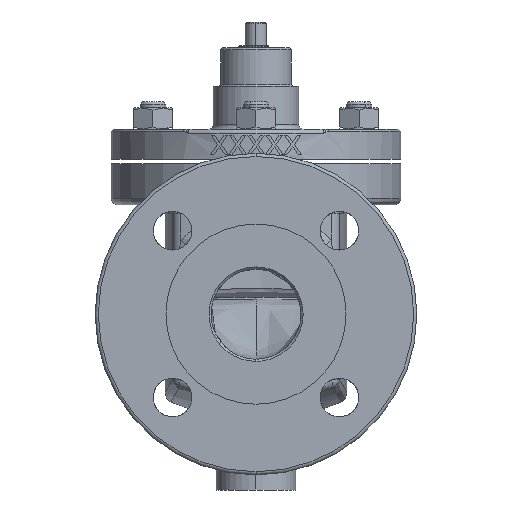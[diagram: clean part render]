
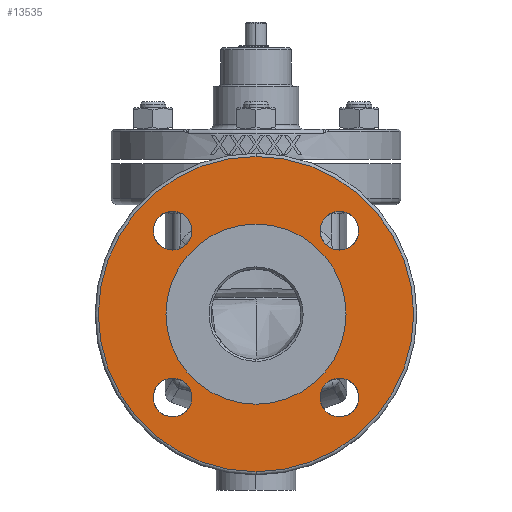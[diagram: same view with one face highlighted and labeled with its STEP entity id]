
A CAD part, left-side view. The second image highlights one B-rep face of the part: STEP entity #13535.
In plain terms, the highlighted planar face has unit normal (-1, 0, 0).
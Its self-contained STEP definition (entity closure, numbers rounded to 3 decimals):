
#128 = ORIENTED_EDGE ( 'NONE', *, *, #17864, .F. ) ;
#337 = CARTESIAN_POINT ( 'NONE',  ( -97., 38.891, -38.891 ) ) ;
#529 = CARTESIAN_POINT ( 'NONE',  ( -97., -38.891, 38.891 ) ) ;
#1479 = DIRECTION ( 'NONE',  ( 0., 0., -1. ) ) ;
#2046 = CIRCLE ( 'NONE', #2360, 9. ) ;
#2304 = AXIS2_PLACEMENT_3D ( 'NONE', #25023, #7026, #28043 ) ;
#2360 = AXIS2_PLACEMENT_3D ( 'NONE', #529, #21541, #3521 ) ;
#2385 = CARTESIAN_POINT ( 'NONE',  ( -97., 38.891, 47.891 ) ) ;
#2558 = VERTEX_POINT ( 'NONE', #30394 ) ;
#2581 = EDGE_LOOP ( 'NONE', ( #33686, #36392 ) ) ;
#2654 = AXIS2_PLACEMENT_3D ( 'NONE', #26288, #8305, #29284 ) ;
#2976 = EDGE_CURVE ( 'NONE', #14250, #32802, #26127, .T. ) ;
#3105 = EDGE_LOOP ( 'NONE', ( #30212, #28734 ) ) ;
#3308 = DIRECTION ( 'NONE',  ( 0., 0., 1. ) ) ;
#3521 = DIRECTION ( 'NONE',  ( 0., 0., -1. ) ) ;
#3742 = CARTESIAN_POINT ( 'NONE',  ( -97., -38.891, -29.891 ) ) ;
#4065 = CARTESIAN_POINT ( 'NONE',  ( -97., 0., 0. ) ) ;
#4187 = AXIS2_PLACEMENT_3D ( 'NONE', #8532, #29528, #11565 ) ;
#4482 = ORIENTED_EDGE ( 'NONE', *, *, #16475, .T. ) ;
#4533 = CARTESIAN_POINT ( 'NONE',  ( -97., 38.891, -29.891 ) ) ;
#4975 = VERTEX_POINT ( 'NONE', #12233 ) ;
#5726 = CARTESIAN_POINT ( 'NONE',  ( -97., 38.891, -47.891 ) ) ;
#6067 = DIRECTION ( 'NONE',  ( -1., 0., 0. ) ) ;
#6125 = CARTESIAN_POINT ( 'NONE',  ( -97., 0., 42. ) ) ;
#6840 = CARTESIAN_POINT ( 'NONE',  ( -97., -38.891, 29.891 ) ) ;
#7026 = DIRECTION ( 'NONE',  ( 1., 0., 0. ) ) ;
#7059 = DIRECTION ( 'NONE',  ( 0., 0., -1. ) ) ;
#7097 = CARTESIAN_POINT ( 'NONE',  ( -97., -38.891, -47.891 ) ) ;
#7142 = CIRCLE ( 'NONE', #9403, 73.5 ) ;
#7157 = CARTESIAN_POINT ( 'NONE',  ( -97., 38.891, 38.891 ) ) ;
#7215 = ORIENTED_EDGE ( 'NONE', *, *, #2976, .F. ) ;
#7237 = FACE_BOUND ( 'NONE', #22358, .T. ) ;
#7247 = EDGE_LOOP ( 'NONE', ( #14384, #4482 ) ) ;
#7278 = ORIENTED_EDGE ( 'NONE', *, *, #14094, .F. ) ;
#7796 = AXIS2_PLACEMENT_3D ( 'NONE', #34545, #16576, #37572 ) ;
#8209 = FACE_BOUND ( 'NONE', #18432, .T. ) ;
#8305 = DIRECTION ( 'NONE',  ( -1., 0., 0. ) ) ;
#8511 = CARTESIAN_POINT ( 'NONE',  ( -97., -38.891, -38.891 ) ) ;
#8532 = CARTESIAN_POINT ( 'NONE',  ( -97., 0., 0. ) ) ;
#8605 = CIRCLE ( 'NONE', #31722, 9. ) ;
#9403 = AXIS2_PLACEMENT_3D ( 'NONE', #29441, #11468, #32462 ) ;
#10213 = VERTEX_POINT ( 'NONE', #7097 ) ;
#10642 = CARTESIAN_POINT ( 'NONE',  ( -97., 0., 73.5 ) ) ;
#11468 = DIRECTION ( 'NONE',  ( -1., 0., 0. ) ) ;
#11543 = DIRECTION ( 'NONE',  ( 0., 1., 0. ) ) ;
#11565 = DIRECTION ( 'NONE',  ( 0., 0., -1. ) ) ;
#11734 = AXIS2_PLACEMENT_3D ( 'NONE', #337, #21327, #3308 ) ;
#11866 = VERTEX_POINT ( 'NONE', #5726 ) ;
#12233 = CARTESIAN_POINT ( 'NONE',  ( -97., 0., -73.5 ) ) ;
#13373 = ORIENTED_EDGE ( 'NONE', *, *, #26118, .F. ) ;
#13535 = ADVANCED_FACE ( 'NONE', ( #38267, #31182, #8209, #7237, #30245, #22313 ), #27921, .F. ) ;
#13606 = CIRCLE ( 'NONE', #11734, 9. ) ;
#14094 = EDGE_CURVE ( 'NONE', #32802, #14250, #8605, .T. ) ;
#14250 = VERTEX_POINT ( 'NONE', #2385 ) ;
#14384 = ORIENTED_EDGE ( 'NONE', *, *, #26549, .T. ) ;
#14676 = EDGE_CURVE ( 'NONE', #34033, #10213, #15103, .T. ) ;
#15103 = CIRCLE ( 'NONE', #23500, 9. ) ;
#15361 = EDGE_CURVE ( 'NONE', #17021, #17676, #2046, .T. ) ;
#15745 = CARTESIAN_POINT ( 'NONE',  ( -97., 38.891, 29.891 ) ) ;
#15980 = CIRCLE ( 'NONE', #31871, 9. ) ;
#16067 = VERTEX_POINT ( 'NONE', #6125 ) ;
#16438 = CARTESIAN_POINT ( 'NONE',  ( -97., 38.891, 38.891 ) ) ;
#16475 = EDGE_CURVE ( 'NONE', #20934, #4975, #7142, .T. ) ;
#16576 = DIRECTION ( 'NONE',  ( -1., 0., 0. ) ) ;
#17021 = VERTEX_POINT ( 'NONE', #33647 ) ;
#17436 = DIRECTION ( 'NONE',  ( -1., 0., 0. ) ) ;
#17676 = VERTEX_POINT ( 'NONE', #6840 ) ;
#17843 = AXIS2_PLACEMENT_3D ( 'NONE', #7157, #17436, #38336 ) ;
#17864 = EDGE_CURVE ( 'NONE', #11866, #38693, #13606, .T. ) ;
#18269 = EDGE_CURVE ( 'NONE', #16067, #2558, #22525, .T. ) ;
#18432 = EDGE_LOOP ( 'NONE', ( #24674, #35933 ) ) ;
#19135 = EDGE_CURVE ( 'NONE', #2558, #16067, #24292, .T. ) ;
#19466 = DIRECTION ( 'NONE',  ( 1., 0., 0. ) ) ;
#19472 = DIRECTION ( 'NONE',  ( 0., -1., 0. ) ) ;
#19979 = EDGE_LOOP ( 'NONE', ( #13373, #128 ) ) ;
#20934 = VERTEX_POINT ( 'NONE', #10642 ) ;
#21327 = DIRECTION ( 'NONE',  ( -1., 0., 0. ) ) ;
#21541 = DIRECTION ( 'NONE',  ( -1., 0., 0. ) ) ;
#22050 = AXIS2_PLACEMENT_3D ( 'NONE', #4065, #25066, #7059 ) ;
#22313 = FACE_BOUND ( 'NONE', #2581, .T. ) ;
#22358 = EDGE_LOOP ( 'NONE', ( #7215, #7278 ) ) ;
#22525 = CIRCLE ( 'NONE', #4187, 42. ) ;
#23500 = AXIS2_PLACEMENT_3D ( 'NONE', #8511, #29508, #11543 ) ;
#24076 = CARTESIAN_POINT ( 'NONE',  ( -97., -38.891, 38.891 ) ) ;
#24292 = CIRCLE ( 'NONE', #35982, 42. ) ;
#24674 = ORIENTED_EDGE ( 'NONE', *, *, #15361, .F. ) ;
#25023 = CARTESIAN_POINT ( 'NONE',  ( -97., 0., 75. ) ) ;
#25066 = DIRECTION ( 'NONE',  ( -1., 0., 0. ) ) ;
#25606 = EDGE_CURVE ( 'NONE', #17676, #17021, #15980, .T. ) ;
#26076 = CIRCLE ( 'NONE', #7796, 9. ) ;
#26118 = EDGE_CURVE ( 'NONE', #38693, #11866, #27318, .T. ) ;
#26127 = CIRCLE ( 'NONE', #17843, 9. ) ;
#26288 = CARTESIAN_POINT ( 'NONE',  ( -97., 38.891, -38.891 ) ) ;
#26549 = EDGE_CURVE ( 'NONE', #4975, #20934, #36198, .T. ) ;
#27077 = DIRECTION ( 'NONE',  ( 0., 0., -1. ) ) ;
#27318 = CIRCLE ( 'NONE', #2654, 9. ) ;
#27921 = PLANE ( 'NONE',  #2304 ) ;
#28043 = DIRECTION ( 'NONE',  ( 0., 0., -1. ) ) ;
#28734 = ORIENTED_EDGE ( 'NONE', *, *, #38696, .F. ) ;
#29284 = DIRECTION ( 'NONE',  ( 0., 0., 1. ) ) ;
#29441 = CARTESIAN_POINT ( 'NONE',  ( -97., 0., 0. ) ) ;
#29508 = DIRECTION ( 'NONE',  ( -1., 0., 0. ) ) ;
#29528 = DIRECTION ( 'NONE',  ( 1., 0., 0. ) ) ;
#30212 = ORIENTED_EDGE ( 'NONE', *, *, #14676, .F. ) ;
#30245 = FACE_BOUND ( 'NONE', #19979, .T. ) ;
#30394 = CARTESIAN_POINT ( 'NONE',  ( -97., 0., -42. ) ) ;
#31182 = FACE_BOUND ( 'NONE', #3105, .T. ) ;
#31722 = AXIS2_PLACEMENT_3D ( 'NONE', #16438, #37438, #19472 ) ;
#31871 = AXIS2_PLACEMENT_3D ( 'NONE', #24076, #6067, #27077 ) ;
#32462 = DIRECTION ( 'NONE',  ( 0., 0., -1. ) ) ;
#32802 = VERTEX_POINT ( 'NONE', #15745 ) ;
#33647 = CARTESIAN_POINT ( 'NONE',  ( -97., -38.891, 47.891 ) ) ;
#33686 = ORIENTED_EDGE ( 'NONE', *, *, #19135, .T. ) ;
#34033 = VERTEX_POINT ( 'NONE', #3742 ) ;
#34545 = CARTESIAN_POINT ( 'NONE',  ( -97., -38.891, -38.891 ) ) ;
#35933 = ORIENTED_EDGE ( 'NONE', *, *, #25606, .F. ) ;
#35982 = AXIS2_PLACEMENT_3D ( 'NONE', #37433, #19466, #1479 ) ;
#36198 = CIRCLE ( 'NONE', #22050, 73.5 ) ;
#36392 = ORIENTED_EDGE ( 'NONE', *, *, #18269, .T. ) ;
#37433 = CARTESIAN_POINT ( 'NONE',  ( -97., 0., 0. ) ) ;
#37438 = DIRECTION ( 'NONE',  ( -1., 0., 0. ) ) ;
#37572 = DIRECTION ( 'NONE',  ( 0., 1., 0. ) ) ;
#38267 = FACE_OUTER_BOUND ( 'NONE', #7247, .T. ) ;
#38336 = DIRECTION ( 'NONE',  ( 0., -1., 0. ) ) ;
#38693 = VERTEX_POINT ( 'NONE', #4533 ) ;
#38696 = EDGE_CURVE ( 'NONE', #10213, #34033, #26076, .T. ) ;
